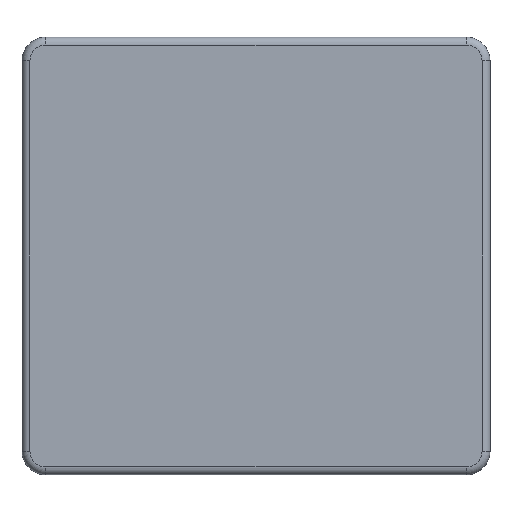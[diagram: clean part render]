
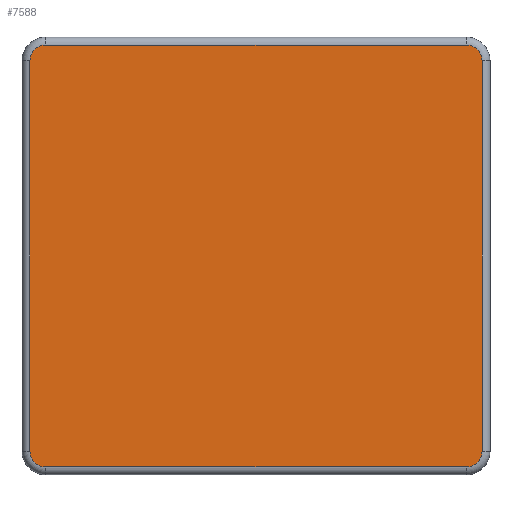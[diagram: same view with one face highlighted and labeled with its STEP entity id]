
A CAD part, front view. The second image highlights one B-rep face of the part: STEP entity #7588.
In plain terms, the highlighted planar face has unit normal (0, -1, 0).
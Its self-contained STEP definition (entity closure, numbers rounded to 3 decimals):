
#44=CIRCLE('',#7777,2.);
#50=CIRCLE('',#7785,2.);
#54=CIRCLE('',#7791,2.);
#58=CIRCLE('',#7797,2.);
#1167=FACE_OUTER_BOUND('',#1601,.T.);
#1601=EDGE_LOOP('',(#6805,#6806,#6807,#6808,#6809,#6810,#6811,#6812));
#2186=LINE('',#14847,#2813);
#2188=LINE('',#14859,#2815);
#2190=LINE('',#14871,#2817);
#2191=LINE('',#14879,#2818);
#2813=VECTOR('',#8688,10.);
#2815=VECTOR('',#8702,10.);
#2817=VECTOR('',#8716,10.);
#2818=VECTOR('',#8727,10.);
#3568=VERTEX_POINT('',#14838);
#3569=VERTEX_POINT('',#14840);
#3570=VERTEX_POINT('',#14845);
#3571=VERTEX_POINT('',#14849);
#3573=VERTEX_POINT('',#14855);
#3575=VERTEX_POINT('',#14861);
#3577=VERTEX_POINT('',#14867);
#3579=VERTEX_POINT('',#14873);
#4650=EDGE_CURVE('',#3568,#3569,#44,.T.);
#4654=EDGE_CURVE('',#3569,#3570,#2186,.T.);
#4657=EDGE_CURVE('',#3570,#3571,#50,.T.);
#4660=EDGE_CURVE('',#3571,#3573,#2188,.T.);
#4663=EDGE_CURVE('',#3573,#3575,#54,.T.);
#4666=EDGE_CURVE('',#3575,#3577,#2190,.T.);
#4669=EDGE_CURVE('',#3577,#3579,#58,.T.);
#4670=EDGE_CURVE('',#3579,#3568,#2191,.T.);
#6805=ORIENTED_EDGE('',*,*,#4650,.F.);
#6806=ORIENTED_EDGE('',*,*,#4670,.F.);
#6807=ORIENTED_EDGE('',*,*,#4669,.F.);
#6808=ORIENTED_EDGE('',*,*,#4666,.F.);
#6809=ORIENTED_EDGE('',*,*,#4663,.F.);
#6810=ORIENTED_EDGE('',*,*,#4660,.F.);
#6811=ORIENTED_EDGE('',*,*,#4657,.F.);
#6812=ORIENTED_EDGE('',*,*,#4654,.F.);
#7195=PLANE('',#7806);
#7588=ADVANCED_FACE('',(#1167),#7195,.T.);
#7777=AXIS2_PLACEMENT_3D('',#14841,#8678,#8679);
#7785=AXIS2_PLACEMENT_3D('',#14853,#8695,#8696);
#7791=AXIS2_PLACEMENT_3D('',#14865,#8709,#8710);
#7797=AXIS2_PLACEMENT_3D('',#14877,#8723,#8724);
#7806=AXIS2_PLACEMENT_3D('',#14903,#8751,#8752);
#8678=DIRECTION('center_axis',(0.,1.,0.));
#8679=DIRECTION('ref_axis',(-0.707,0.,-0.707));
#8688=DIRECTION('',(0.,0.,1.));
#8695=DIRECTION('center_axis',(0.,1.,0.));
#8696=DIRECTION('ref_axis',(-0.707,0.,0.707));
#8702=DIRECTION('',(1.,0.,0.));
#8709=DIRECTION('center_axis',(0.,1.,0.));
#8710=DIRECTION('ref_axis',(0.707,0.,0.707));
#8716=DIRECTION('',(0.,0.,-1.));
#8723=DIRECTION('center_axis',(0.,1.,0.));
#8724=DIRECTION('ref_axis',(0.707,0.,-0.707));
#8727=DIRECTION('',(-1.,0.,0.));
#8751=DIRECTION('center_axis',(0.,-1.,0.));
#8752=DIRECTION('ref_axis',(0.,0.,-1.));
#14838=CARTESIAN_POINT('',(3.,-1.6,-54.2));
#14840=CARTESIAN_POINT('',(1.,-1.6,-52.2));
#14841=CARTESIAN_POINT('Origin',(3.,-1.6,-52.2));
#14845=CARTESIAN_POINT('',(1.,-1.6,-3.));
#14847=CARTESIAN_POINT('',(1.,-1.6,-13.8));
#14849=CARTESIAN_POINT('',(3.,-1.6,-1.));
#14853=CARTESIAN_POINT('Origin',(3.,-1.6,-3.));
#14855=CARTESIAN_POINT('',(56.,-1.6,-1.));
#14859=CARTESIAN_POINT('',(44.25,-1.6,-1.));
#14861=CARTESIAN_POINT('',(58.,-1.6,-3.));
#14865=CARTESIAN_POINT('Origin',(56.,-1.6,-3.));
#14867=CARTESIAN_POINT('',(58.,-1.6,-52.2));
#14871=CARTESIAN_POINT('',(58.,-1.6,-41.4));
#14873=CARTESIAN_POINT('',(56.,-1.6,-54.2));
#14877=CARTESIAN_POINT('Origin',(56.,-1.6,-52.2));
#14879=CARTESIAN_POINT('',(14.75,-1.6,-54.2));
#14903=CARTESIAN_POINT('Origin',(29.5,-1.6,-27.6));
